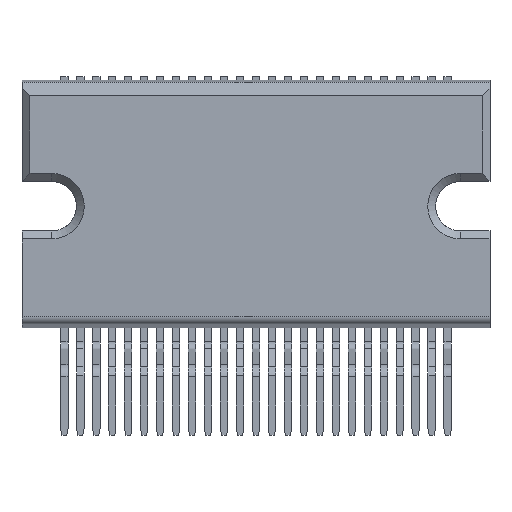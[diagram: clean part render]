
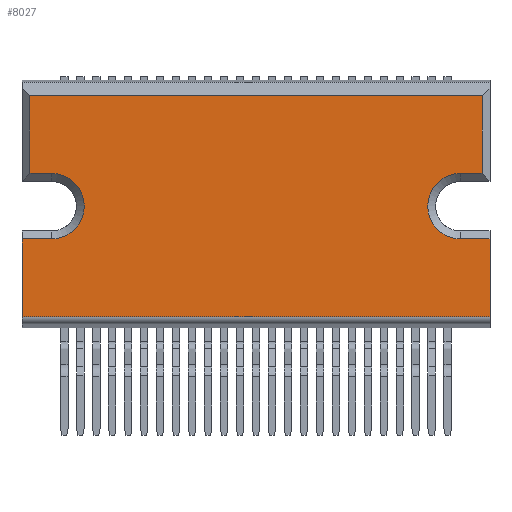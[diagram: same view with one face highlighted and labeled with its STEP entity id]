
A CAD part, front view. The second image highlights one B-rep face of the part: STEP entity #8027.
In plain terms, the highlighted planar face has unit normal (0, -1, 0).
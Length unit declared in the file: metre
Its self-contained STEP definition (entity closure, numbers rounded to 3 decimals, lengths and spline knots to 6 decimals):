
#258=CIRCLE('',#8992,0.00205);
#259=CIRCLE('',#8993,0.00205);
#2362=ORIENTED_EDGE('',*,*,#3660,.T.);
#2363=ORIENTED_EDGE('',*,*,#3686,.T.);
#2364=ORIENTED_EDGE('',*,*,#3687,.T.);
#2365=ORIENTED_EDGE('',*,*,#3688,.T.);
#2366=ORIENTED_EDGE('',*,*,#3689,.T.);
#2367=ORIENTED_EDGE('',*,*,#3690,.T.);
#2368=ORIENTED_EDGE('',*,*,#3691,.T.);
#2369=ORIENTED_EDGE('',*,*,#3692,.T.);
#2370=ORIENTED_EDGE('',*,*,#3693,.T.);
#2371=ORIENTED_EDGE('',*,*,#3694,.T.);
#2372=ORIENTED_EDGE('',*,*,#3667,.F.);
#2373=ORIENTED_EDGE('',*,*,#3695,.F.);
#3660=EDGE_CURVE('',#4485,#4484,#5384,.T.);
#3667=EDGE_CURVE('',#4491,#4492,#5389,.T.);
#3686=EDGE_CURVE('',#4484,#4508,#5404,.T.);
#3687=EDGE_CURVE('',#4508,#4509,#258,.F.);
#3688=EDGE_CURVE('',#4509,#4510,#5405,.T.);
#3689=EDGE_CURVE('',#4510,#4511,#5406,.T.);
#3690=EDGE_CURVE('',#4511,#4512,#5407,.T.);
#3691=EDGE_CURVE('',#4512,#4513,#5408,.T.);
#3692=EDGE_CURVE('',#4513,#4514,#5409,.T.);
#3693=EDGE_CURVE('',#4514,#4515,#259,.F.);
#3694=EDGE_CURVE('',#4515,#4492,#5410,.T.);
#3695=EDGE_CURVE('',#4485,#4491,#5411,.T.);
#4484=VERTEX_POINT('',#13407);
#4485=VERTEX_POINT('',#13409);
#4491=VERTEX_POINT('',#13423);
#4492=VERTEX_POINT('',#13424);
#4508=VERTEX_POINT('',#13461);
#4509=VERTEX_POINT('',#13463);
#4510=VERTEX_POINT('',#13465);
#4511=VERTEX_POINT('',#13467);
#4512=VERTEX_POINT('',#13469);
#4513=VERTEX_POINT('',#13471);
#4514=VERTEX_POINT('',#13473);
#4515=VERTEX_POINT('',#13475);
#5384=LINE('',#13408,#6308);
#5389=LINE('',#13422,#6313);
#5404=LINE('',#13460,#6328);
#5405=LINE('',#13464,#6329);
#5406=LINE('',#13466,#6330);
#5407=LINE('',#13468,#6331);
#5408=LINE('',#13470,#6332);
#5409=LINE('',#13472,#6333);
#5410=LINE('',#13476,#6334);
#5411=LINE('',#13477,#6335);
#6308=VECTOR('',#11034,1.);
#6313=VECTOR('',#11045,1.);
#6328=VECTOR('',#11072,1.);
#6329=VECTOR('',#11075,1.);
#6330=VECTOR('',#11076,1.);
#6331=VECTOR('',#11077,1.);
#6332=VECTOR('',#11078,1.);
#6333=VECTOR('',#11079,1.);
#6334=VECTOR('',#11082,1.);
#6335=VECTOR('',#11083,1.);
#6819=EDGE_LOOP('',(#2362,#2363,#2364,#2365,#2366,#2367,#2368,#2369,#2370,
#2371,#2372,#2373));
#7259=FACE_BOUND('',#6819,.T.);
#7607=PLANE('',#8991);
#8027=ADVANCED_FACE('',(#7259),#7607,.T.);
#8991=AXIS2_PLACEMENT_3D('',#13459,#11070,#11071);
#8992=AXIS2_PLACEMENT_3D('',#13462,#11073,#11074);
#8993=AXIS2_PLACEMENT_3D('',#13474,#11080,#11081);
#11034=DIRECTION('',(0.,0.,1.));
#11045=DIRECTION('',(0.,0.,1.));
#11070=DIRECTION('',(0.,-1.,0.));
#11071=DIRECTION('',(0.,0.,-1.));
#11072=DIRECTION('',(-1.,0.,0.));
#11073=DIRECTION('',(0.,-1.,0.));
#11074=DIRECTION('',(0.,0.,-1.));
#11075=DIRECTION('',(1.,0.,0.));
#11076=DIRECTION('',(0.,0.,1.));
#11077=DIRECTION('',(-1.,0.,0.));
#11078=DIRECTION('',(0.,0.,-1.));
#11079=DIRECTION('',(1.,0.,0.));
#11080=DIRECTION('',(0.,-1.,0.));
#11081=DIRECTION('',(0.,0.,-1.));
#11082=DIRECTION('',(-1.,0.,0.));
#11083=DIRECTION('',(-1.,0.,0.));
#13407=CARTESIAN_POINT('',(0.01465,-0.01137,0.018583));
#13408=CARTESIAN_POINT('',(0.01465,-0.01137,0.020633));
#13409=CARTESIAN_POINT('',(0.01465,-0.01137,0.013708));
#13422=CARTESIAN_POINT('',(-0.01465,-0.01137,0.020633));
#13423=CARTESIAN_POINT('',(-0.01465,-0.01137,0.013708));
#13424=CARTESIAN_POINT('',(-0.01465,-0.01137,0.018583));
#13459=CARTESIAN_POINT('',(0.01465,-0.01137,0.020633));
#13460=CARTESIAN_POINT('',(0.01465,-0.01137,0.018583));
#13461=CARTESIAN_POINT('',(0.0128,-0.01137,0.018583));
#13462=CARTESIAN_POINT('',(0.0128,-0.01137,0.020633));
#13463=CARTESIAN_POINT('',(0.0128,-0.01137,0.022683));
#13464=CARTESIAN_POINT('',(0.01465,-0.01137,0.022683));
#13465=CARTESIAN_POINT('',(0.01415,-0.01137,0.022683));
#13466=CARTESIAN_POINT('',(0.01415,-0.01137,0.020633));
#13467=CARTESIAN_POINT('',(0.01415,-0.01137,0.027558));
#13468=CARTESIAN_POINT('',(0.01465,-0.01137,0.027558));
#13469=CARTESIAN_POINT('',(-0.01415,-0.01137,0.027558));
#13470=CARTESIAN_POINT('',(-0.01415,-0.01137,0.022183));
#13471=CARTESIAN_POINT('',(-0.01415,-0.01137,0.022683));
#13472=CARTESIAN_POINT('',(0.01465,-0.01137,0.022683));
#13473=CARTESIAN_POINT('',(-0.0128,-0.01137,0.022683));
#13474=CARTESIAN_POINT('',(-0.0128,-0.01137,0.020633));
#13475=CARTESIAN_POINT('',(-0.0128,-0.01137,0.018583));
#13476=CARTESIAN_POINT('',(-0.01465,-0.01137,0.018583));
#13477=CARTESIAN_POINT('',(0.01465,-0.01137,0.013708));
